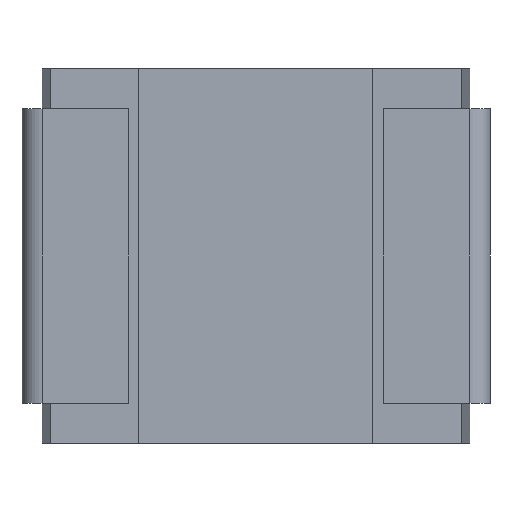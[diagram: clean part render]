
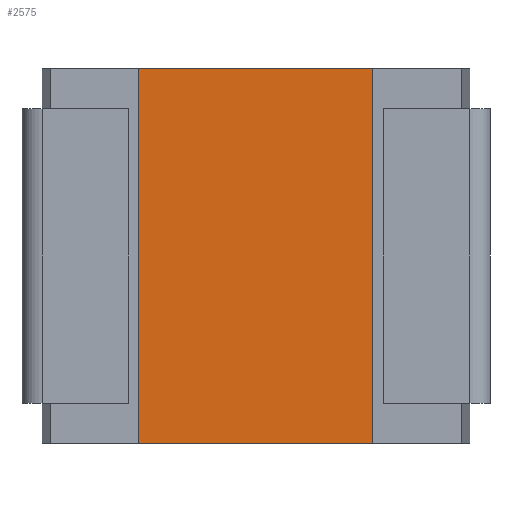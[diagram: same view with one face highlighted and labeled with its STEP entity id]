
A CAD part, front view. The second image highlights one B-rep face of the part: STEP entity #2575.
In plain terms, the highlighted planar face has unit normal (0, -1, 0).
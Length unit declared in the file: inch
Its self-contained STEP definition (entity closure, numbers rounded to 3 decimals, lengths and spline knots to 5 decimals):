
#163 = LINE ( 'NONE', #2120, #702 ) ;
#258 = DIRECTION ( 'NONE',  ( -1., 0., 0. ) ) ;
#293 = ORIENTED_EDGE ( 'NONE', *, *, #2572, .F. ) ;
#326 = CARTESIAN_POINT ( 'NONE',  ( 0., -0.03543, 0.05512 ) ) ;
#419 = CARTESIAN_POINT ( 'NONE',  ( 0.03445, -0.03543, 0.05512 ) ) ;
#546 = DIRECTION ( 'NONE',  ( 0., 0., -1. ) ) ;
#702 = VECTOR ( 'NONE', #2819, 39.37008 ) ;
#741 = LINE ( 'NONE', #2396, #824 ) ;
#782 = PLANE ( 'NONE',  #1676 ) ;
#824 = VECTOR ( 'NONE', #546, 39.37008 ) ;
#877 = VERTEX_POINT ( 'NONE', #419 ) ;
#1090 = VECTOR ( 'NONE', #1990, 39.37008 ) ;
#1312 = CARTESIAN_POINT ( 'NONE',  ( -0.03445, -0.03543, 0.05512 ) ) ;
#1456 = CARTESIAN_POINT ( 'NONE',  ( -0.03445, -0.03543, -0.05512 ) ) ;
#1544 = CARTESIAN_POINT ( 'NONE',  ( 0.03445, -0.03543, -0.05512 ) ) ;
#1676 = AXIS2_PLACEMENT_3D ( 'NONE', #326, #1966, #258 ) ;
#1694 = DIRECTION ( 'NONE',  ( 1., 0., 0. ) ) ;
#1704 = LINE ( 'NONE', #1312, #1090 ) ;
#1789 = ORIENTED_EDGE ( 'NONE', *, *, #2904, .F. ) ;
#1850 = LINE ( 'NONE', #2149, #2440 ) ;
#1966 = DIRECTION ( 'NONE',  ( 0., 1., 0. ) ) ;
#1990 = DIRECTION ( 'NONE',  ( 0., 0., 1. ) ) ;
#2042 = VERTEX_POINT ( 'NONE', #1456 ) ;
#2111 = EDGE_CURVE ( 'NONE', #2042, #2931, #1850, .T. ) ;
#2120 = CARTESIAN_POINT ( 'NONE',  ( 0., -0.03543, 0.05512 ) ) ;
#2149 = CARTESIAN_POINT ( 'NONE',  ( 0., -0.03543, -0.05512 ) ) ;
#2267 = VERTEX_POINT ( 'NONE', #2761 ) ;
#2396 = CARTESIAN_POINT ( 'NONE',  ( 0.03445, -0.03543, 0.05512 ) ) ;
#2440 = VECTOR ( 'NONE', #1694, 39.37008 ) ;
#2572 = EDGE_CURVE ( 'NONE', #877, #2931, #741, .T. ) ;
#2575 = ADVANCED_FACE ( 'NONE', ( #2592 ), #782, .F. ) ;
#2592 = FACE_OUTER_BOUND ( 'NONE', #2789, .T. ) ;
#2669 = EDGE_CURVE ( 'NONE', #2267, #877, #163, .T. ) ;
#2761 = CARTESIAN_POINT ( 'NONE',  ( -0.03445, -0.03543, 0.05512 ) ) ;
#2789 = EDGE_LOOP ( 'NONE', ( #293, #2796, #1789, #2799 ) ) ;
#2796 = ORIENTED_EDGE ( 'NONE', *, *, #2669, .F. ) ;
#2799 = ORIENTED_EDGE ( 'NONE', *, *, #2111, .T. ) ;
#2819 = DIRECTION ( 'NONE',  ( 1., 0., 0. ) ) ;
#2904 = EDGE_CURVE ( 'NONE', #2042, #2267, #1704, .T. ) ;
#2931 = VERTEX_POINT ( 'NONE', #1544 ) ;
